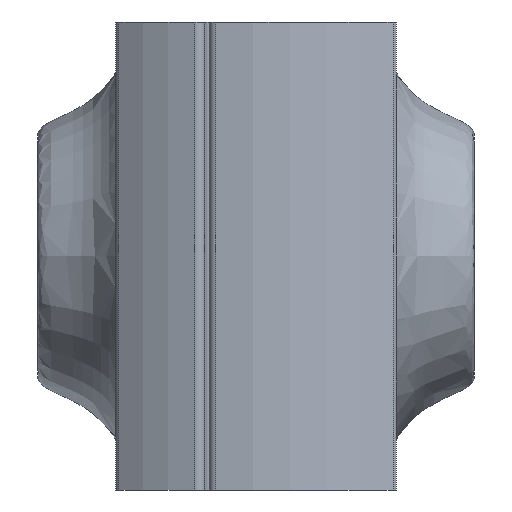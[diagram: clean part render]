
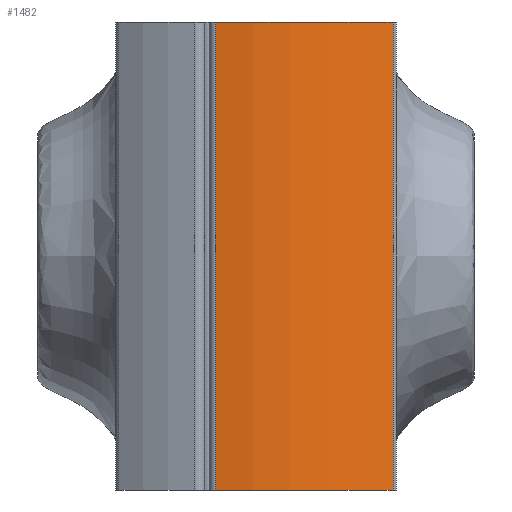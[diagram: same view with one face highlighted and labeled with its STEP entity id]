
A CAD part, left-side view. The second image highlights one B-rep face of the part: STEP entity #1482.
In plain terms, the highlighted cylindrical face has radius 6 mm (diameter 12 mm), a partial arc.
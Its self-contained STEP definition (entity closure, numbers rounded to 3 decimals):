
#86=FACE_OUTER_BOUND('',#172,.T.);
#172=EDGE_LOOP('',(#1006,#1007,#1008,#1009));
#263=LINE('',#2562,#383);
#264=LINE('',#2567,#384);
#383=VECTOR('',#1846,10.);
#384=VECTOR('',#1851,10.);
#502=CIRCLE('',#1619,6.);
#503=CIRCLE('',#1620,6.);
#614=VERTEX_POINT('',#2555);
#617=VERTEX_POINT('',#2560);
#618=VERTEX_POINT('',#2564);
#619=VERTEX_POINT('',#2566);
#771=EDGE_CURVE('',#617,#614,#263,.T.);
#772=EDGE_CURVE('',#617,#618,#502,.T.);
#773=EDGE_CURVE('',#619,#618,#264,.T.);
#774=EDGE_CURVE('',#614,#619,#503,.T.);
#1006=ORIENTED_EDGE('',*,*,#771,.F.);
#1007=ORIENTED_EDGE('',*,*,#772,.T.);
#1008=ORIENTED_EDGE('',*,*,#773,.F.);
#1009=ORIENTED_EDGE('',*,*,#774,.F.);
#1435=CYLINDRICAL_SURFACE('',#1618,6.);
#1482=ADVANCED_FACE('',(#86),#1435,.T.);
#1618=AXIS2_PLACEMENT_3D('',#2563,#1847,#1848);
#1619=AXIS2_PLACEMENT_3D('',#2565,#1849,#1850);
#1620=AXIS2_PLACEMENT_3D('',#2568,#1852,#1853);
#1846=DIRECTION('',(0.,0.,1.));
#1847=DIRECTION('center_axis',(0.,0.,1.));
#1848=DIRECTION('ref_axis',(-0.974,-0.225,0.));
#1849=DIRECTION('center_axis',(0.,0.,1.));
#1850=DIRECTION('ref_axis',(1.,0.,0.));
#1851=DIRECTION('',(0.,0.,-1.));
#1852=DIRECTION('center_axis',(0.,0.,1.));
#1853=DIRECTION('ref_axis',(1.,0.,0.));
#2555=CARTESIAN_POINT('',(-5.91,1.034,12.));
#2560=CARTESIAN_POINT('',(-5.91,1.034,0.));
#2562=CARTESIAN_POINT('',(-5.91,1.034,0.));
#2563=CARTESIAN_POINT('Origin',(0.,0.,0.));
#2564=CARTESIAN_POINT('',(-4.861,-3.517,0.));
#2565=CARTESIAN_POINT('Origin',(0.,0.,0.));
#2566=CARTESIAN_POINT('',(-4.861,-3.517,12.));
#2567=CARTESIAN_POINT('',(-4.861,-3.517,0.));
#2568=CARTESIAN_POINT('Origin',(0.,0.,12.));
